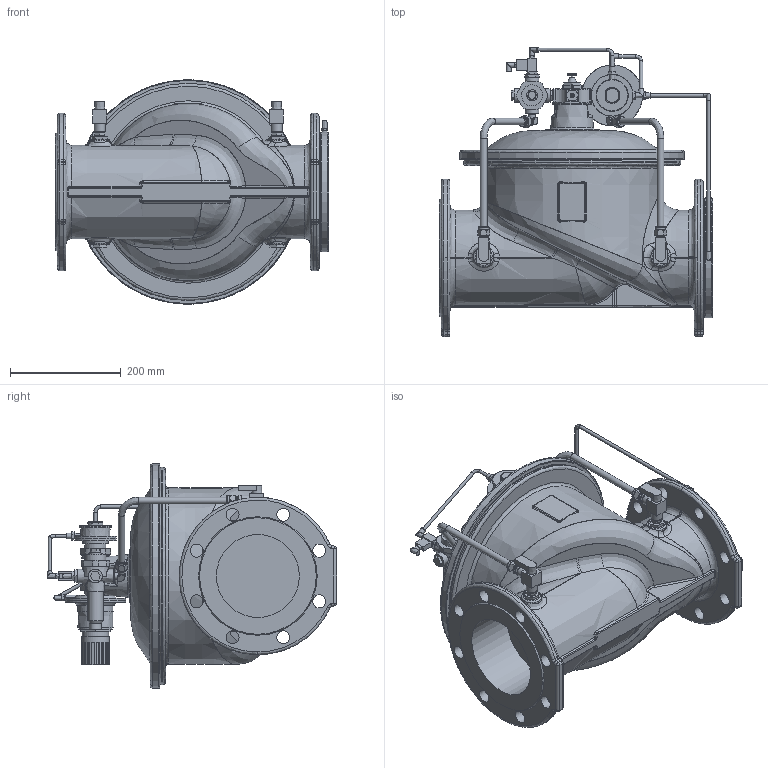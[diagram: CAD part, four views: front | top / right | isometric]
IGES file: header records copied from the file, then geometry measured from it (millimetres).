
Start section: SolidWorks IGES file using analytic representation for surfaces
Global section: file name: O_859_10_DN150_114XX49_AA0_igs.igs; native system: SolidWorks 2012; preprocessor: SolidWorks 2012; author: pbm; date: 160407.113424; units: millimetre
Bounding box: 494 x 523.5 x 406 mm (x, y, z)
Surface area: 1094158.2 mm2 (no closed solid volume)
Topology: 0 solids, 0 shells, 1300 faces, 6604 edges, 6347 vertices
Faces by surface type: bspline 736, revolution 564
